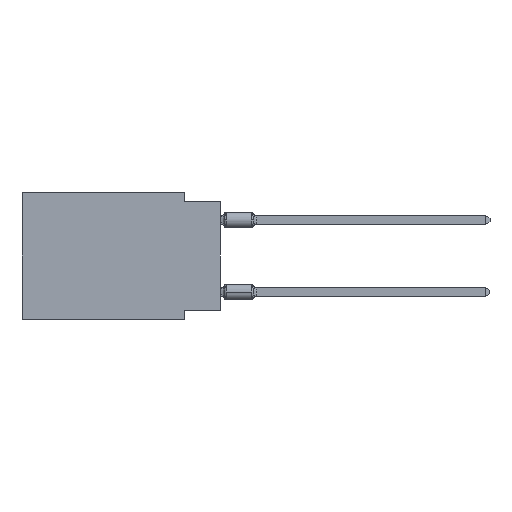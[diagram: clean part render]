
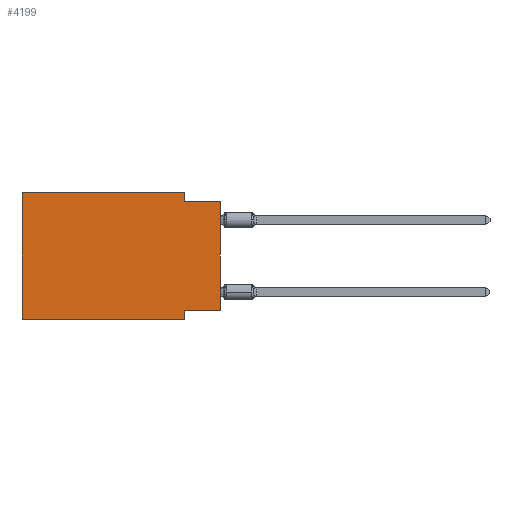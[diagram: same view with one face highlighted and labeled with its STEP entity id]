
A CAD part, left-side view. The second image highlights one B-rep face of the part: STEP entity #4199.
In plain terms, the highlighted planar face has unit normal (-1, 0, 0).
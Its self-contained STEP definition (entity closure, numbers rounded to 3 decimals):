
#407 = DIRECTION ( 'NONE',  ( 1., 0., 0. ) ) ;
#554 = DIRECTION ( 'NONE',  ( 0., -1., 0. ) ) ;
#1777 = AXIS2_PLACEMENT_3D ( 'NONE', #5195, #407, #15436 ) ;
#1878 = ORIENTED_EDGE ( 'NONE', *, *, #11476, .F. ) ;
#2778 = VERTEX_POINT ( 'NONE', #8295 ) ;
#2959 = CARTESIAN_POINT ( 'NONE',  ( 0., 2.54, -8.89 ) ) ;
#3052 = CARTESIAN_POINT ( 'NONE',  ( 0., 0., -0.635 ) ) ;
#4199 = ADVANCED_FACE ( 'NONE', ( #9403 ), #17418, .F. ) ;
#4310 = VECTOR ( 'NONE', #18845, 1000. ) ;
#4374 = VECTOR ( 'NONE', #19950, 1000. ) ;
#5079 = DIRECTION ( 'NONE',  ( 0., 0., -1. ) ) ;
#5195 = CARTESIAN_POINT ( 'NONE',  ( 0., 13.97, 0. ) ) ;
#5272 = EDGE_LOOP ( 'NONE', ( #10452, #25420, #1878, #6561, #25793, #13998, #15963, #25116 ) ) ;
#5409 = VERTEX_POINT ( 'NONE', #6230 ) ;
#6230 = CARTESIAN_POINT ( 'NONE',  ( 0., 2.54, 0. ) ) ;
#6561 = ORIENTED_EDGE ( 'NONE', *, *, #15977, .F. ) ;
#7549 = LINE ( 'NONE', #3052, #11093 ) ;
#7570 = CARTESIAN_POINT ( 'NONE',  ( 0., 2.54, -8.89 ) ) ;
#8042 = CARTESIAN_POINT ( 'NONE',  ( 0., 2.54, -0.635 ) ) ;
#8295 = CARTESIAN_POINT ( 'NONE',  ( 0., 13.97, 0. ) ) ;
#8318 = EDGE_CURVE ( 'NONE', #17058, #25202, #13781, .T. ) ;
#8531 = DIRECTION ( 'NONE',  ( 0., 0., 1. ) ) ;
#9403 = FACE_OUTER_BOUND ( 'NONE', #5272, .T. ) ;
#9712 = CARTESIAN_POINT ( 'NONE',  ( 0., 0., -0.635 ) ) ;
#10264 = LINE ( 'NONE', #12512, #4310 ) ;
#10452 = ORIENTED_EDGE ( 'NONE', *, *, #13205, .T. ) ;
#10945 = VECTOR ( 'NONE', #26411, 1000. ) ;
#11093 = VECTOR ( 'NONE', #12044, 1000. ) ;
#11367 = LINE ( 'NONE', #21927, #4374 ) ;
#11476 = EDGE_CURVE ( 'NONE', #5409, #23192, #11538, .T. ) ;
#11538 = LINE ( 'NONE', #26877, #20911 ) ;
#11551 = VERTEX_POINT ( 'NONE', #9712 ) ;
#11632 = EDGE_CURVE ( 'NONE', #21377, #17058, #10264, .T. ) ;
#11848 = CARTESIAN_POINT ( 'NONE',  ( 0., 2.54, -8.255 ) ) ;
#11914 = VECTOR ( 'NONE', #554, 1000. ) ;
#12044 = DIRECTION ( 'NONE',  ( 0., -1., 0. ) ) ;
#12328 = CARTESIAN_POINT ( 'NONE',  ( 0., 13.97, 0. ) ) ;
#12512 = CARTESIAN_POINT ( 'NONE',  ( 0., 0., -8.255 ) ) ;
#13187 = CARTESIAN_POINT ( 'NONE',  ( 0., 13.97, 0. ) ) ;
#13205 = EDGE_CURVE ( 'NONE', #21377, #11551, #11367, .T. ) ;
#13781 = LINE ( 'NONE', #2959, #21039 ) ;
#13998 = ORIENTED_EDGE ( 'NONE', *, *, #26851, .T. ) ;
#14809 = EDGE_CURVE ( 'NONE', #23192, #11551, #7549, .T. ) ;
#15436 = DIRECTION ( 'NONE',  ( 0., 0., -1. ) ) ;
#15518 = VERTEX_POINT ( 'NONE', #21434 ) ;
#15963 = ORIENTED_EDGE ( 'NONE', *, *, #8318, .F. ) ;
#15977 = EDGE_CURVE ( 'NONE', #2778, #5409, #19651, .T. ) ;
#16176 = EDGE_CURVE ( 'NONE', #15518, #2778, #16822, .T. ) ;
#16822 = LINE ( 'NONE', #12328, #23544 ) ;
#17058 = VERTEX_POINT ( 'NONE', #11848 ) ;
#17418 = PLANE ( 'NONE',  #1777 ) ;
#18845 = DIRECTION ( 'NONE',  ( 0., 1., 0. ) ) ;
#19651 = LINE ( 'NONE', #13187, #10945 ) ;
#19950 = DIRECTION ( 'NONE',  ( 0., 0., 1. ) ) ;
#20911 = VECTOR ( 'NONE', #24632, 1000. ) ;
#21039 = VECTOR ( 'NONE', #5079, 1000. ) ;
#21377 = VERTEX_POINT ( 'NONE', #24538 ) ;
#21434 = CARTESIAN_POINT ( 'NONE',  ( 0., 13.97, -8.89 ) ) ;
#21927 = CARTESIAN_POINT ( 'NONE',  ( 0., 0., 0. ) ) ;
#22209 = CARTESIAN_POINT ( 'NONE',  ( 0., 13.97, -8.89 ) ) ;
#23192 = VERTEX_POINT ( 'NONE', #8042 ) ;
#23544 = VECTOR ( 'NONE', #8531, 1000. ) ;
#24472 = LINE ( 'NONE', #22209, #11914 ) ;
#24538 = CARTESIAN_POINT ( 'NONE',  ( 0., 0., -8.255 ) ) ;
#24632 = DIRECTION ( 'NONE',  ( 0., 0., -1. ) ) ;
#25116 = ORIENTED_EDGE ( 'NONE', *, *, #11632, .F. ) ;
#25202 = VERTEX_POINT ( 'NONE', #7570 ) ;
#25420 = ORIENTED_EDGE ( 'NONE', *, *, #14809, .F. ) ;
#25793 = ORIENTED_EDGE ( 'NONE', *, *, #16176, .F. ) ;
#26411 = DIRECTION ( 'NONE',  ( 0., -1., 0. ) ) ;
#26851 = EDGE_CURVE ( 'NONE', #15518, #25202, #24472, .T. ) ;
#26877 = CARTESIAN_POINT ( 'NONE',  ( 0., 2.54, 0. ) ) ;
